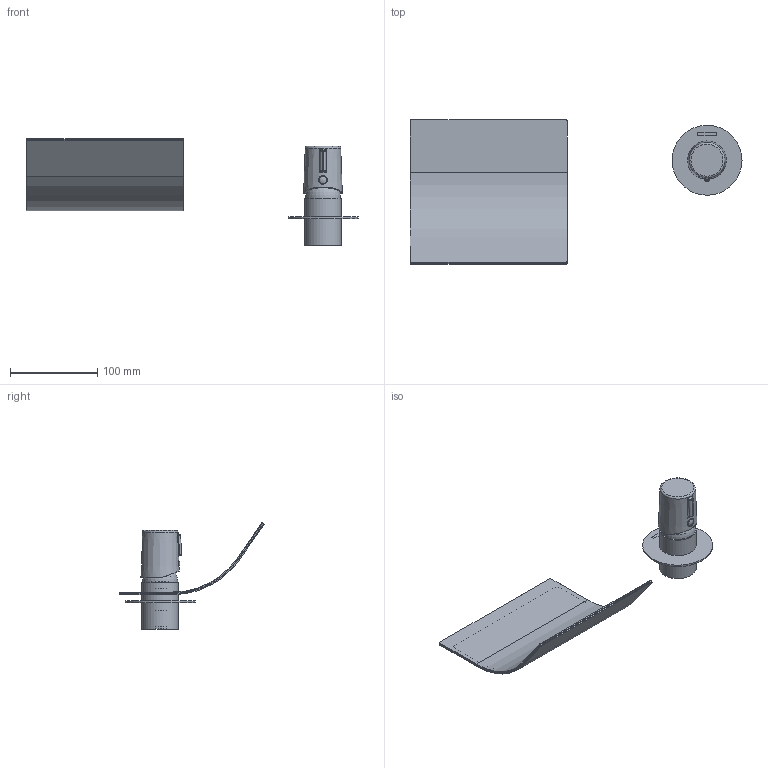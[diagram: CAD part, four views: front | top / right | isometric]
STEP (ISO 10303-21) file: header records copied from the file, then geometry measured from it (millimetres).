
FILE_DESCRIPTION (( 'STEP AP203' ), '1' );
FILE_NAME ('34AP02465.STEP', '2021-03-19T13:25:35', ( '' ), ( '' ), 'SwSTEP 2.0', 'SolidWorks 2018', '' );
FILE_SCHEMA (( 'CONFIG_CONTROL_DESIGN' ));
Length unit declared in the file: millimetre
Products named in the file (1): 34AP02465
Bounding box: 380 x 165.36 x 121.94 mm (x, y, z)
Volume: 115711.5 mm3; surface area: 195585 mm2
Topology: 8 solids, 8 shells, 158 faces, 387 edges, 251 vertices
Faces by surface type: plane 60, cylinder 56, bspline 21, cone 11, torus 9, sphere 1
Full cylindrical faces by diameter (mm): 6.8 x1, 9.5 x1, 10 x1, 13.1 x1, 22.1 x2, 31 x1, 34 x1, 35.8 x1, 36.5 x5, 37 x1, 39 x2, 42 x1, 42.5 x1, 80 x1
Entity records: 6928 total; most frequent: CARTESIAN_POINT 3557, ORIENTED_EDGE 662, DIRECTION 655, EDGE_CURVE 331, AXIS2_PLACEMENT_3D 263, VERTEX_POINT 231, EDGE_LOOP 204, FACE_OUTER_BOUND 173
